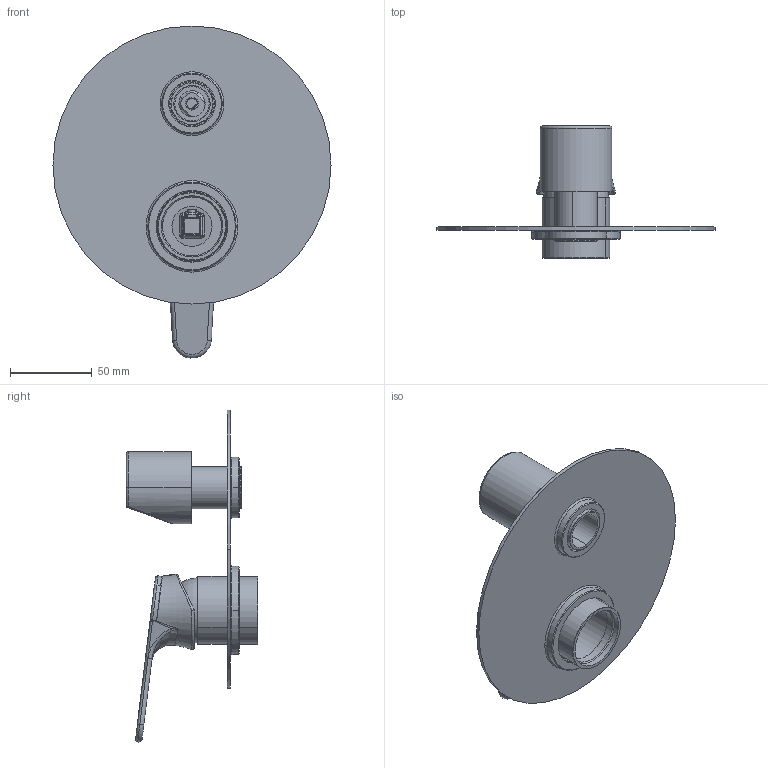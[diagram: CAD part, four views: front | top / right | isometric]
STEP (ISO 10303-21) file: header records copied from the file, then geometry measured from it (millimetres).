
FILE_DESCRIPTION (( 'STEP AP203' ), '1' );
FILE_NAME ('35 135 320 ENTER NUEVO CONJUNTO EMPOTRAR CERAMICO 2 VIAS .STEP', '2020-03-18T15:13:06', ( '' ), ( '' ), 'SwSTEP 2.0', 'SolidWorks 2016', '' );
FILE_SCHEMA (( 'CONFIG_CONTROL_DESIGN' ));
Length unit declared in the file: millimetre
Products named in the file (10): CAMISA ESTANDAR 35 DESVIADOR CERAMICO 2 VIAS_-01; 3142 PLAFON REDONDO MONOMANDO 2 VIAS_-01; 1186 INDICE. SILICONA PARA ORIFICIO MANETAS_-01; 1199 TUERCA. PARA MNDOS TENDER PRESIÓN_-04; CUBRE DESVIADOR 2 VIAS CERAMICO_-01; 1045 MANETA TERMOSTÁTICA CAUDAL MK UNIVERSAL_-02; 1001 MANETA MONOMANDO ENTER_-02; 35 135 320  ENTER NUEVO CONJUNTO EMPOTRAR CERAMICO  2 VIAS ; EMBELLECEDOR HILBAR ABS ROSCADO_-01; TORNILLO Allen M5x6 DIN 916_-01
Assembly tree (11 placements, depth 2):
  35 135 320  ENTER NUEVO CONJUNTO EMPOTRAR CERAMICO  2 VIAS 
    CAMISA ESTANDAR 35 DESVIADOR CERAMICO 2 VIAS_-01
    CUBRE DESVIADOR 2 VIAS CERAMICO_-01
    1199 TUERCA. PARA MNDOS TENDER PRESIÓN_-04
    3142 PLAFON REDONDO MONOMANDO 2 VIAS_-01
    1001 MANETA MONOMANDO ENTER_-02
    1045 MANETA TERMOSTÁTICA CAUDAL MK UNIVERSAL_-02
    1186 INDICE. SILICONA PARA ORIFICIO MANETAS_-01  x2
    TORNILLO Allen M5x6 DIN 916_-01  x2
    EMBELLECEDOR HILBAR ABS ROSCADO_-01
Bounding box: 170 x 80.7 x 202.98 mm (x, y, z)
Volume: 101755.8 mm3; surface area: 95739.4 mm2
Topology: 11 solids, 11 shells, 392 faces, 929 edges, 559 vertices
Faces by surface type: plane 142, cylinder 115, torus 53, bspline 44, cone 26, sphere 12
Entity records: 14943 total; most frequent: CARTESIAN_POINT 5524, DIRECTION 1754, ORIENTED_EDGE 1742, EDGE_CURVE 871, AXIS2_PLACEMENT_3D 688, VERTEX_POINT 531, EDGE_LOOP 404, VECTOR 378
